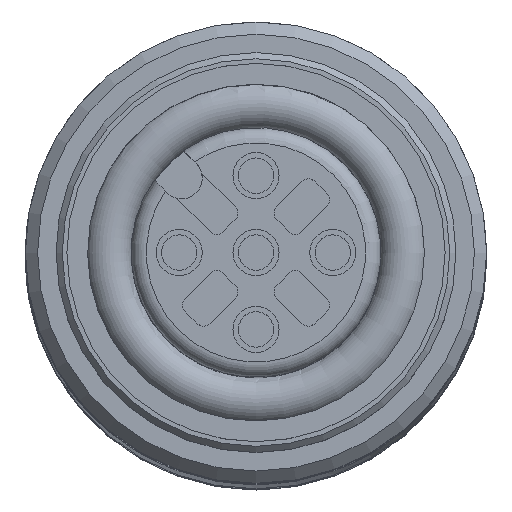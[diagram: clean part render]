
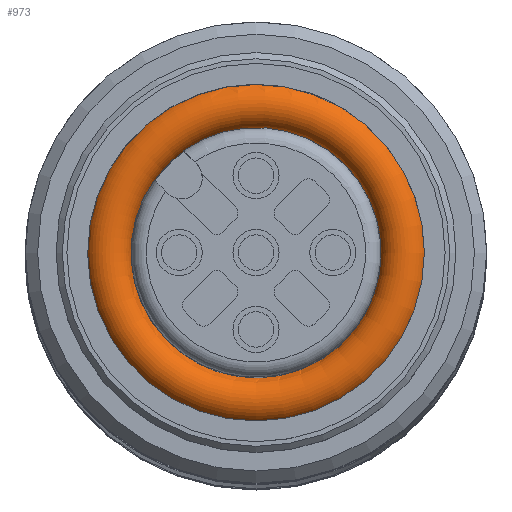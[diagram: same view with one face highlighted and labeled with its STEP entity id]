
A CAD part, top view. The second image highlights one B-rep face of the part: STEP entity #973.
In plain terms, the highlighted toroidal (fillet/blend) face has major radius 4.812 mm and minor radius 0.775 mm.
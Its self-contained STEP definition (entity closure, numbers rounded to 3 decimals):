
#550=TOROIDAL_SURFACE('',#5544,4.812,0.775);
#564=FACE_BOUND('',#1745,.T.);
#565=FACE_BOUND('',#1746,.T.);
#792=B_SPLINE_CURVE_WITH_KNOTS('',3,(#7152,#7153,#7154,#7155,#7156,#7157,
#7158),.UNSPECIFIED.,.F.,.F.,(4,3,4),(0.,0.713,1.),
 .UNSPECIFIED.);
#793=B_SPLINE_CURVE_WITH_KNOTS('',3,(#7162,#7163,#7164,#7165,#7166,#7167,
#7168),.UNSPECIFIED.,.F.,.F.,(4,3,4),(0.,0.713,1.),
 .UNSPECIFIED.);
#973=ADVANCED_FACE('F257',(#564,#565),#550,.T.);
#1745=EDGE_LOOP('',(#2485,#2486,#2487,#2488));
#1746=EDGE_LOOP('',(#2489));
#2485=ORIENTED_EDGE('',*,*,#4548,.F.);
#2486=ORIENTED_EDGE('',*,*,#4549,.T.);
#2487=ORIENTED_EDGE('',*,*,#4550,.T.);
#2488=ORIENTED_EDGE('',*,*,#4551,.T.);
#2489=ORIENTED_EDGE('',*,*,#4552,.T.);
#4029=VERTEX_POINT('',#7150);
#4030=VERTEX_POINT('',#7151);
#4031=VERTEX_POINT('',#7159);
#4032=VERTEX_POINT('',#7161);
#4033=VERTEX_POINT('',#7170);
#4548=EDGE_CURVE('',#4029,#4030,#5318,.T.);
#4549=EDGE_CURVE('',#4029,#4031,#792,.T.);
#4550=EDGE_CURVE('',#4031,#4032,#5319,.T.);
#4551=EDGE_CURVE('',#4032,#4030,#793,.T.);
#4552=EDGE_CURVE('E299',#4033,#4033,#5320,.T.);
#5318=CIRCLE('',#5541,4.055);
#5319=CIRCLE('',#5542,4.063);
#5320=CIRCLE('',#5543,5.475);
#5541=AXIS2_PLACEMENT_3D('',#7149,#6043,#6044);
#5542=AXIS2_PLACEMENT_3D('',#7160,#6045,#6046);
#5543=AXIS2_PLACEMENT_3D('',#7169,#6047,#6048);
#5544=AXIS2_PLACEMENT_3D('',#7171,#6049,#6050);
#6043=DIRECTION('',(0.,0.,1.));
#6044=DIRECTION('',(1.,0.,0.));
#6045=DIRECTION('',(0.,0.,-1.));
#6046=DIRECTION('',(-1.,0.,0.));
#6047=DIRECTION('',(0.,0.,1.));
#6048=DIRECTION('',(1.,0.,0.));
#6049=DIRECTION('',(0.,0.,1.));
#6050=DIRECTION('',(1.,0.,0.));
#7149=CARTESIAN_POINT('',(60.044,60.026,1.536));
#7150=CARTESIAN_POINT('',(57.694,63.33,1.536));
#7151=CARTESIAN_POINT('',(56.74,62.376,1.536));
#7152=CARTESIAN_POINT('',(57.694,63.33,1.536));
#7153=CARTESIAN_POINT('',(57.707,63.317,1.62));
#7154=CARTESIAN_POINT('',(57.71,63.314,1.708));
#7155=CARTESIAN_POINT('',(57.703,63.322,1.793));
#7156=CARTESIAN_POINT('',(57.7,63.325,1.827));
#7157=CARTESIAN_POINT('',(57.695,63.329,1.862));
#7158=CARTESIAN_POINT('',(57.689,63.336,1.895));
#7159=CARTESIAN_POINT('',(57.689,63.336,1.895));
#7160=CARTESIAN_POINT('',(60.044,60.026,1.895));
#7161=CARTESIAN_POINT('',(56.734,62.381,1.895));
#7162=CARTESIAN_POINT('',(56.734,62.381,1.895));
#7163=CARTESIAN_POINT('',(56.75,62.366,1.812));
#7164=CARTESIAN_POINT('',(56.755,62.36,1.725));
#7165=CARTESIAN_POINT('',(56.751,62.365,1.639));
#7166=CARTESIAN_POINT('',(56.749,62.367,1.605));
#7167=CARTESIAN_POINT('',(56.745,62.37,1.57));
#7168=CARTESIAN_POINT('',(56.74,62.376,1.536));
#7169=CARTESIAN_POINT('',(60.044,60.026,2.102));
#7170=CARTESIAN_POINT('',(65.519,60.026,2.102));
#7171=CARTESIAN_POINT('',(60.044,60.026,1.7));
